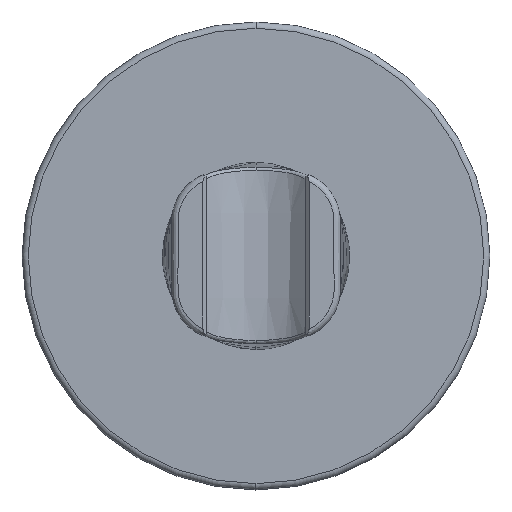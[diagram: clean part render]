
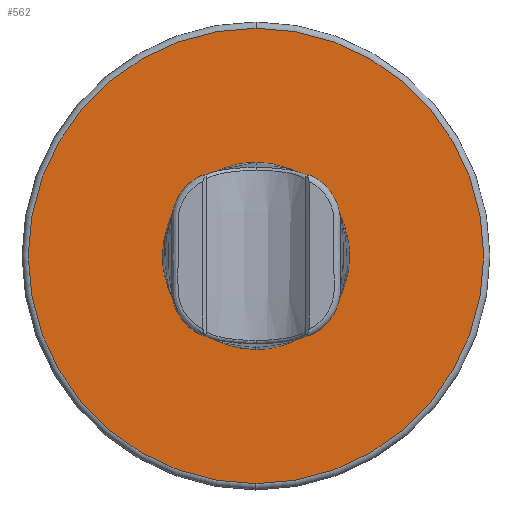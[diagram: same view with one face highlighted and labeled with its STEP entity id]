
A CAD part, top view. The second image highlights one B-rep face of the part: STEP entity #562.
In plain terms, the highlighted planar face has unit normal (0, 0, 1).
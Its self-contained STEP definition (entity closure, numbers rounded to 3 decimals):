
#10 = FACE_BOUND ( 'NONE', #1200, .T. ) ;
#20 = FACE_OUTER_BOUND ( 'NONE', #128, .T. ) ;
#65 = CIRCLE ( 'NONE', #1908, 36.5 ) ;
#111 = DIRECTION ( 'NONE',  ( 0., 0., 1. ) ) ;
#128 = EDGE_LOOP ( 'NONE', ( #1440, #1507 ) ) ;
#211 = AXIS2_PLACEMENT_3D ( 'NONE', #2091, #2110, #2121 ) ;
#282 = CIRCLE ( 'NONE', #1412, 13. ) ;
#403 = AXIS2_PLACEMENT_3D ( 'NONE', #723, #111, #1273 ) ;
#436 = CARTESIAN_POINT ( 'NONE',  ( 0., -36.5, 11.6 ) ) ;
#562 = ADVANCED_FACE ( 'NONE', ( #10, #20 ), #1365, .T. ) ;
#668 = CARTESIAN_POINT ( 'NONE',  ( 0., 13., 11.6 ) ) ;
#723 = CARTESIAN_POINT ( 'NONE',  ( 0., 0., 11.6 ) ) ;
#744 = ORIENTED_EDGE ( 'NONE', *, *, #1955, .T. ) ;
#852 = DIRECTION ( 'NONE',  ( 0., -1., 0. ) ) ;
#1009 = DIRECTION ( 'NONE',  ( 0., 0., -1. ) ) ;
#1012 = AXIS2_PLACEMENT_3D ( 'NONE', #2061, #1009, #852 ) ;
#1099 = CARTESIAN_POINT ( 'NONE',  ( 0., 36.5, 11.6 ) ) ;
#1200 = EDGE_LOOP ( 'NONE', ( #1290, #744 ) ) ;
#1273 = DIRECTION ( 'NONE',  ( 0., 1., 0. ) ) ;
#1290 = ORIENTED_EDGE ( 'NONE', *, *, #2273, .T. ) ;
#1311 = VERTEX_POINT ( 'NONE', #1099 ) ;
#1315 = CARTESIAN_POINT ( 'NONE',  ( 0., 0., 11.6 ) ) ;
#1326 = DIRECTION ( 'NONE',  ( 0., 0., -1. ) ) ;
#1333 = DIRECTION ( 'NONE',  ( 0., -1., 0. ) ) ;
#1365 = PLANE ( 'NONE',  #403 ) ;
#1412 = AXIS2_PLACEMENT_3D ( 'NONE', #1315, #1326, #1333 ) ;
#1440 = ORIENTED_EDGE ( 'NONE', *, *, #2391, .T. ) ;
#1507 = ORIENTED_EDGE ( 'NONE', *, *, #2401, .T. ) ;
#1662 = VERTEX_POINT ( 'NONE', #436 ) ;
#1827 = VERTEX_POINT ( 'NONE', #2228 ) ;
#1908 = AXIS2_PLACEMENT_3D ( 'NONE', #1951, #1939, #1916 ) ;
#1916 = DIRECTION ( 'NONE',  ( 0., 1., 0. ) ) ;
#1939 = DIRECTION ( 'NONE',  ( 0., 0., 1. ) ) ;
#1951 = CARTESIAN_POINT ( 'NONE',  ( 0., 0., 11.6 ) ) ;
#1955 = EDGE_CURVE ( 'NONE', #2230, #1827, #2445, .T. ) ;
#2061 = CARTESIAN_POINT ( 'NONE',  ( 0., 0., 11.6 ) ) ;
#2091 = CARTESIAN_POINT ( 'NONE',  ( 0., 0., 11.6 ) ) ;
#2110 = DIRECTION ( 'NONE',  ( 0., 0., 1. ) ) ;
#2121 = DIRECTION ( 'NONE',  ( 0., 1., 0. ) ) ;
#2228 = CARTESIAN_POINT ( 'NONE',  ( 0., -13., 11.6 ) ) ;
#2230 = VERTEX_POINT ( 'NONE', #668 ) ;
#2273 = EDGE_CURVE ( 'NONE', #1827, #2230, #282, .T. ) ;
#2391 = EDGE_CURVE ( 'NONE', #1311, #1662, #2455, .T. ) ;
#2401 = EDGE_CURVE ( 'NONE', #1662, #1311, #65, .T. ) ;
#2445 = CIRCLE ( 'NONE', #1012, 13. ) ;
#2455 = CIRCLE ( 'NONE', #211, 36.5 ) ;
